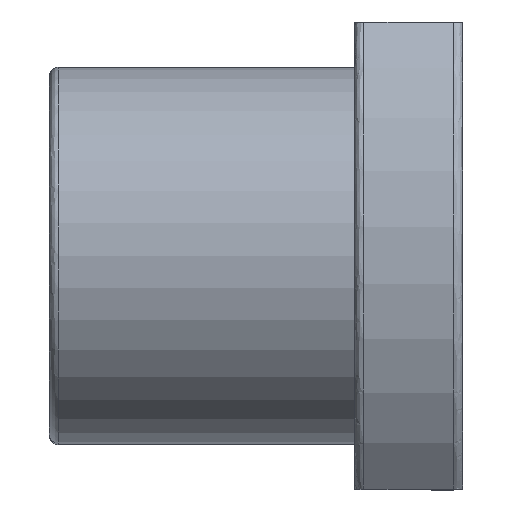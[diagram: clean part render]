
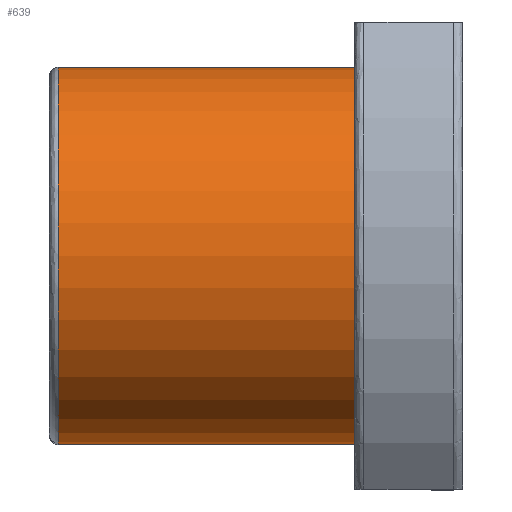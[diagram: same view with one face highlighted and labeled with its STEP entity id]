
A CAD part, top view. The second image highlights one B-rep face of the part: STEP entity #639.
In plain terms, the highlighted cylindrical face has radius 10.5 mm (diameter 21 mm), a partial arc.
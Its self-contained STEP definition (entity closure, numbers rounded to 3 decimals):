
#33 = VERTEX_POINT ( 'NONE', #1238 ) ;
#35 = CARTESIAN_POINT ( 'NONE',  ( -53., -10.5, 0. ) ) ;
#145 = CIRCLE ( 'NONE', #205, 10.5 ) ;
#165 = CARTESIAN_POINT ( 'NONE',  ( -53., 10.5, 0. ) ) ;
#201 = EDGE_CURVE ( 'NONE', #297, #33, #1533, .T. ) ;
#204 = VERTEX_POINT ( 'NONE', #770 ) ;
#205 = AXIS2_PLACEMENT_3D ( 'NONE', #481, #1222, #511 ) ;
#297 = VERTEX_POINT ( 'NONE', #1377 ) ;
#385 = CARTESIAN_POINT ( 'NONE',  ( -21., 10.5, 0. ) ) ;
#481 = CARTESIAN_POINT ( 'NONE',  ( -37.5, 0., 0. ) ) ;
#504 = FACE_OUTER_BOUND ( 'NONE', #1261, .T. ) ;
#511 = DIRECTION ( 'NONE',  ( 0., 1., 0. ) ) ;
#539 = VECTOR ( 'NONE', #803, 1000. ) ;
#584 = VECTOR ( 'NONE', #777, 1000. ) ;
#614 = EDGE_CURVE ( 'NONE', #204, #1147, #1088, .T. ) ;
#639 = ADVANCED_FACE ( 'NONE', ( #504 ), #1209, .T. ) ;
#714 = EDGE_CURVE ( 'NONE', #33, #1147, #1428, .T. ) ;
#731 = ORIENTED_EDGE ( 'NONE', *, *, #995, .T. ) ;
#757 = DIRECTION ( 'NONE',  ( 1., 0., 0. ) ) ;
#770 = CARTESIAN_POINT ( 'NONE',  ( -37.5, 10.5, 0. ) ) ;
#777 = DIRECTION ( 'NONE',  ( 1., 0., 0. ) ) ;
#803 = DIRECTION ( 'NONE',  ( 1., 0., 0. ) ) ;
#848 = CARTESIAN_POINT ( 'NONE',  ( -53., 0., 0. ) ) ;
#852 = DIRECTION ( 'NONE',  ( 0., 1., 0. ) ) ;
#957 = CARTESIAN_POINT ( 'NONE',  ( -21., 0., 0. ) ) ;
#967 = DIRECTION ( 'NONE',  ( -1., 0., 0. ) ) ;
#970 = DIRECTION ( 'NONE',  ( 0., 1., 0. ) ) ;
#975 = ORIENTED_EDGE ( 'NONE', *, *, #614, .F. ) ;
#977 = AXIS2_PLACEMENT_3D ( 'NONE', #848, #757, #852 ) ;
#995 = EDGE_CURVE ( 'NONE', #204, #297, #145, .T. ) ;
#1088 = LINE ( 'NONE', #165, #539 ) ;
#1133 = ORIENTED_EDGE ( 'NONE', *, *, #714, .T. ) ;
#1147 = VERTEX_POINT ( 'NONE', #385 ) ;
#1209 = CYLINDRICAL_SURFACE ( 'NONE', #977, 10.5 ) ;
#1222 = DIRECTION ( 'NONE',  ( 1., 0., 0. ) ) ;
#1235 = ORIENTED_EDGE ( 'NONE', *, *, #201, .T. ) ;
#1238 = CARTESIAN_POINT ( 'NONE',  ( -21., -10.5, 0. ) ) ;
#1261 = EDGE_LOOP ( 'NONE', ( #731, #1235, #1133, #975 ) ) ;
#1377 = CARTESIAN_POINT ( 'NONE',  ( -37.5, -10.5, 0. ) ) ;
#1402 = AXIS2_PLACEMENT_3D ( 'NONE', #957, #967, #970 ) ;
#1428 = CIRCLE ( 'NONE', #1402, 10.5 ) ;
#1533 = LINE ( 'NONE', #35, #584 ) ;
